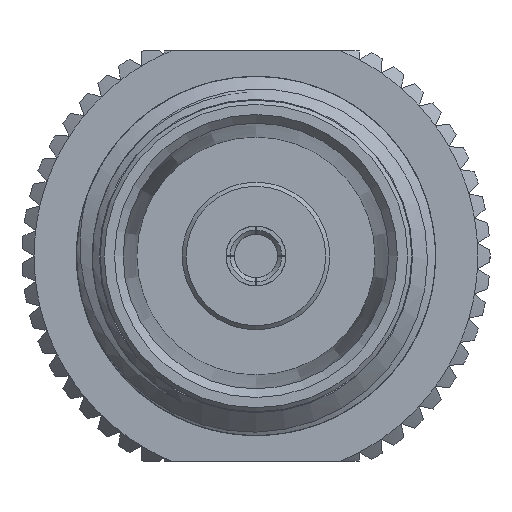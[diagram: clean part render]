
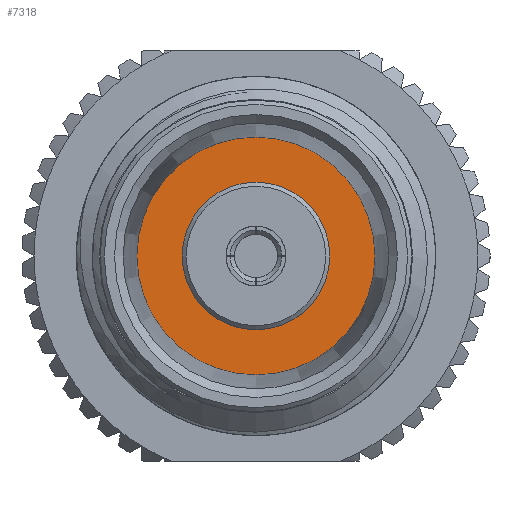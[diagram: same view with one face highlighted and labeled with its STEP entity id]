
A CAD part, left-side view. The second image highlights one B-rep face of the part: STEP entity #7318.
In plain terms, the highlighted planar face has unit normal (-1, 0, 0).
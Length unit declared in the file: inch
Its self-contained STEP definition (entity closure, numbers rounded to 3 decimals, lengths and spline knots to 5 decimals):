
#98 = CARTESIAN_POINT ( 'NONE',  ( 0.33, 0., 0.14521 ) ) ;
#188 = CARTESIAN_POINT ( 'NONE',  ( 0.33, 0., 0.09 ) ) ;
#208 = VERTEX_POINT ( 'NONE', #98 ) ;
#358 = CARTESIAN_POINT ( 'NONE',  ( 0.33, 0., 0. ) ) ;
#1603 = FACE_BOUND ( 'NONE', #3172, .T. ) ;
#2454 = DIRECTION ( 'NONE',  ( -1., 0., 0. ) ) ;
#3172 = EDGE_LOOP ( 'NONE', ( #3620 ) ) ;
#3341 = ORIENTED_EDGE ( 'NONE', *, *, #4168, .T. ) ;
#3370 = DIRECTION ( 'NONE',  ( -1., 0., 0. ) ) ;
#3443 = DIRECTION ( 'NONE',  ( 0., 0., 1. ) ) ;
#3620 = ORIENTED_EDGE ( 'NONE', *, *, #9029, .F. ) ;
#4168 = EDGE_CURVE ( 'NONE', #208, #208, #7753, .T. ) ;
#4315 = VERTEX_POINT ( 'NONE', #188 ) ;
#4493 = EDGE_LOOP ( 'NONE', ( #3341 ) ) ;
#5976 = DIRECTION ( 'NONE',  ( 0., 0., 1. ) ) ;
#6415 = CARTESIAN_POINT ( 'NONE',  ( 0.33, 0., 0. ) ) ;
#7280 = CIRCLE ( 'NONE', #8646, 0.09 ) ;
#7318 = ADVANCED_FACE ( 'NONE', ( #1603, #9051 ), #7645, .T. ) ;
#7566 = CARTESIAN_POINT ( 'NONE',  ( 0.33, 0., 0. ) ) ;
#7645 = PLANE ( 'NONE',  #8104 ) ;
#7753 = CIRCLE ( 'NONE', #8502, 0.14521 ) ;
#8104 = AXIS2_PLACEMENT_3D ( 'NONE', #7566, #3370, #8341 ) ;
#8341 = DIRECTION ( 'NONE',  ( 0., 0., 1. ) ) ;
#8437 = DIRECTION ( 'NONE',  ( -1., 0., 0. ) ) ;
#8502 = AXIS2_PLACEMENT_3D ( 'NONE', #358, #2454, #5976 ) ;
#8646 = AXIS2_PLACEMENT_3D ( 'NONE', #6415, #8437, #3443 ) ;
#9029 = EDGE_CURVE ( 'NONE', #4315, #4315, #7280, .T. ) ;
#9051 = FACE_OUTER_BOUND ( 'NONE', #4493, .T. ) ;
